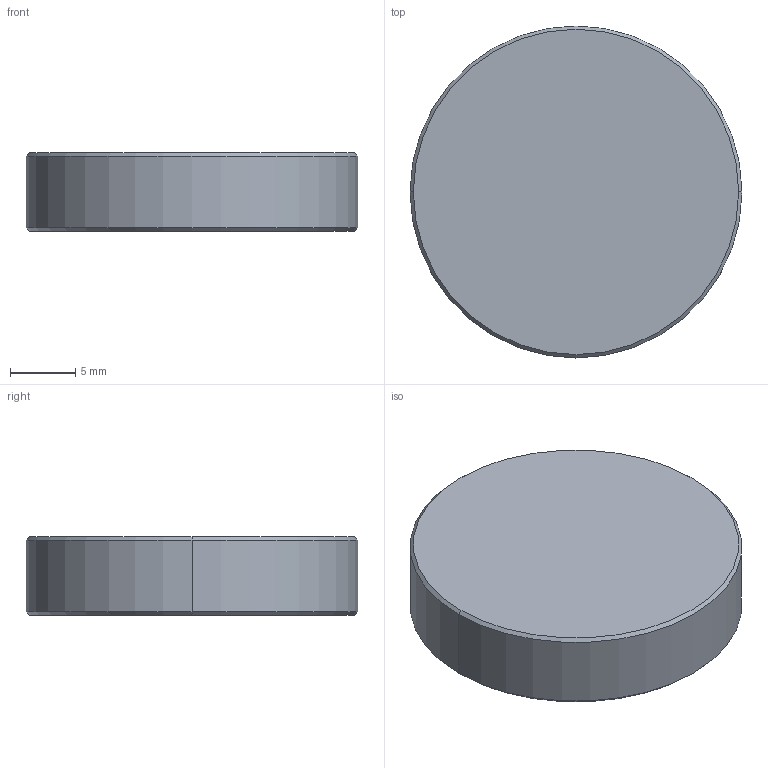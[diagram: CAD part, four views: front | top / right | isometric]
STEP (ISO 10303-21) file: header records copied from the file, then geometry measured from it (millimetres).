
FILE_DESCRIPTION (( 'STEP AP214' ), '1' );
FILE_NAME ('5378-E0W.STEP', '2010-10-29T13:38:07', ( 'Admin' ), ( 'Thorlabs, Inc.' ), 'SwSTEP 2.0', 'SolidWorks 2009', '' );
FILE_SCHEMA (( 'AUTOMOTIVE_DESIGN' ));
Length unit declared in the file: inch
Products named in the file (1): 5378-E0W
Bounding box: 25.4 x 25.4 x 6 mm (x, y, z)
Volume: 3035.3 mm3; surface area: 1468.7 mm2
Topology: 1 solids, 1 shells, 211 faces, 554 edges, 368 vertices
Faces by surface type: plane 127, bspline 78, cone 4, cylinder 2
Entity records: 15963 total; most frequent: CARTESIAN_POINT 8496, ORIENTED_EDGE 1108, DIRECTION 674, EDGE_CURVE 554, VECTOR 390, LINE 390, VERTEX_POINT 368, EDGE_LOOP 234
